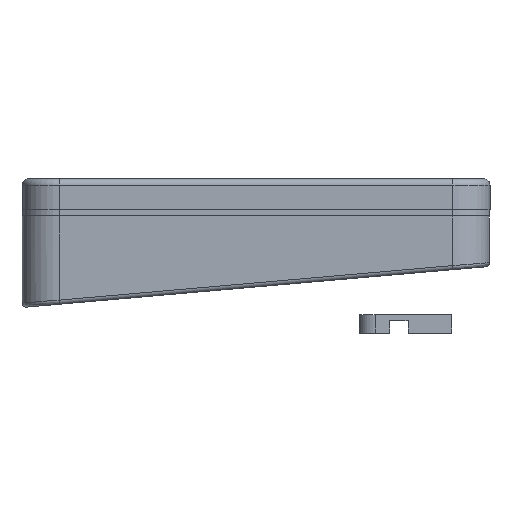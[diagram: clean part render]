
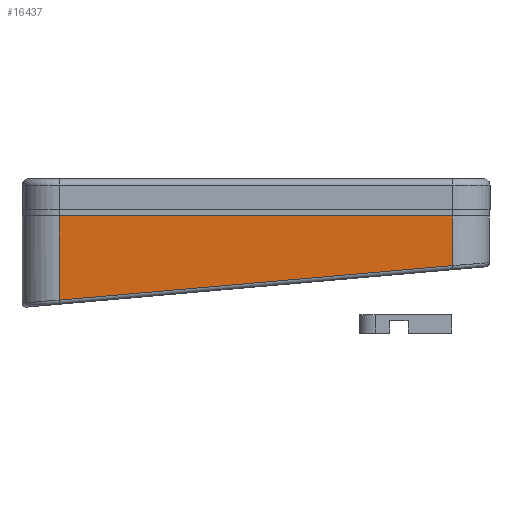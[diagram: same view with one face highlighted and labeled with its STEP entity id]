
A CAD part, left-side view. The second image highlights one B-rep face of the part: STEP entity #16437.
In plain terms, the highlighted planar face has unit normal (-1, 0, 0).
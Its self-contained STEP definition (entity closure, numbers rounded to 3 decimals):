
#705=PLANE('',#18045);
#1530=FACE_OUTER_BOUND('',#2600,.T.);
#2600=EDGE_LOOP('',(#14538,#14539,#14540,#14541));
#4045=LINE('',#27520,#5564);
#4065=LINE('',#27626,#5584);
#4068=LINE('',#27635,#5587);
#4070=LINE('',#27639,#5589);
#5564=VECTOR('',#22345,10.);
#5584=VECTOR('',#22393,10.);
#5587=VECTOR('',#22402,9.);
#5589=VECTOR('',#22408,10.);
#7951=VERTEX_POINT('',#27510);
#7953=VERTEX_POINT('',#27516);
#7976=VERTEX_POINT('',#27625);
#7979=VERTEX_POINT('',#27633);
#10178=EDGE_CURVE('',#7951,#7953,#4045,.T.);
#10207=EDGE_CURVE('',#7953,#7976,#4065,.T.);
#10212=EDGE_CURVE('',#7951,#7979,#4068,.T.);
#10214=EDGE_CURVE('',#7976,#7979,#4070,.T.);
#14538=ORIENTED_EDGE('',*,*,#10178,.F.);
#14539=ORIENTED_EDGE('',*,*,#10212,.T.);
#14540=ORIENTED_EDGE('',*,*,#10214,.F.);
#14541=ORIENTED_EDGE('',*,*,#10207,.F.);
#16437=ADVANCED_FACE('',(#1530),#705,.T.);
#18045=AXIS2_PLACEMENT_3D('',#27638,#22406,#22407);
#22345=DIRECTION('',(0.,0.996,-0.087));
#22393=DIRECTION('',(0.,0.,1.));
#22402=DIRECTION('',(0.,0.,1.));
#22406=DIRECTION('center_axis',(-1.,0.,0.));
#22407=DIRECTION('ref_axis',(0.,0.,
1.));
#22408=DIRECTION('',(0.,-1.,0.));
#27510=CARTESIAN_POINT('',(-97.936,-180.107,16.387));
#27516=CARTESIAN_POINT('',(-97.936,-84.708,8.017));
#27520=CARTESIAN_POINT('',(-97.936,-104.166,9.724));
#27625=CARTESIAN_POINT('',(-97.936,-84.708,28.424));
#27626=CARTESIAN_POINT('',(-97.936,-84.708,19.936));
#27633=CARTESIAN_POINT('',(-97.936,-180.107,28.424));
#27635=CARTESIAN_POINT('',(-97.936,-180.107,15.936));
#27638=CARTESIAN_POINT('Origin',(-97.936,-132.407,15.449));
#27639=CARTESIAN_POINT('',(-97.936,-189.107,28.424));
